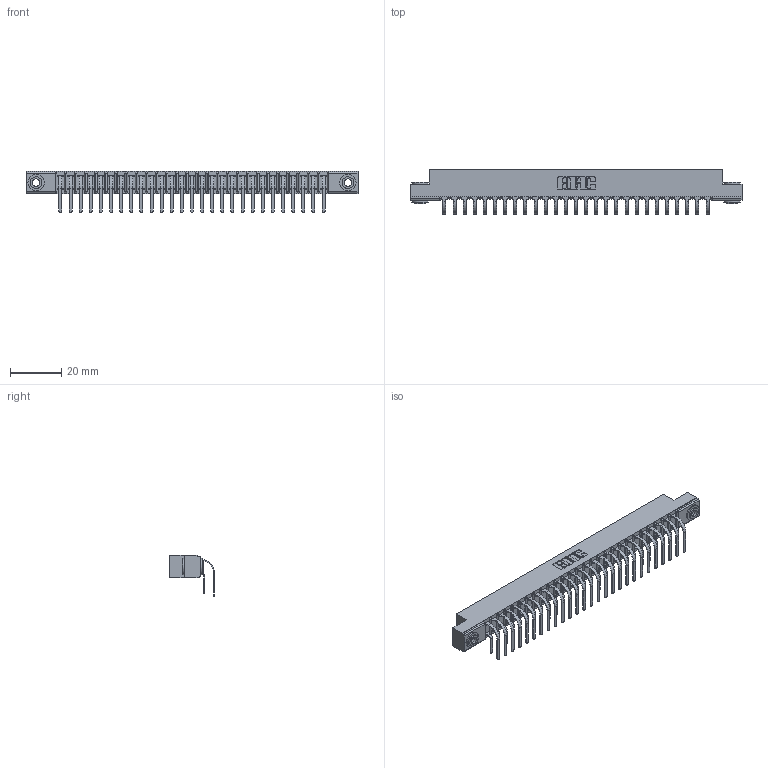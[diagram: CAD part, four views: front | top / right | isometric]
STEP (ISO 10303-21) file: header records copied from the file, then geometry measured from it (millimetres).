
FILE_DESCRIPTION (( 'STEP AP203' ), '1' );
FILE_NAME ('357-054-559-203.STEP', '2022-07-08T22:16:28', ( '' ), ( '' ), 'SwSTEP 2.0', 'SolidWorks 2020', '' );
FILE_SCHEMA (( 'CONFIG_CONTROL_DESIGN' ));
Length unit declared in the file: inch
Products named in the file (5): 357-054-559-203; 307-290-001_559 - 2 (Single); 307 Part_.156 Dia Mounting Holes; 345-250-002_345-250-002-102; 307-290-001_558 559 - 1 (Single)
Assembly tree (57 placements, depth 2):
  357-054-559-203
    307 Part_.156 Dia Mounting Holes
    307-290-001_558 559 - 1 (Single)  x27
    307-290-001_559 - 2 (Single)  x27
    345-250-002_345-250-002-102  x2
Bounding box: 130 x 17.51 x 16.08 mm (x, y, z)
Volume: 8707.1 mm3; surface area: 17016.6 mm2
Topology: 57 solids, 57 shells, 2898 faces, 8103 edges, 5250 vertices
Faces by surface type: plane 1876, cylinder 958, sphere 56, cone 8
Entity records: 28372 total; most frequent: CARTESIAN_POINT 4630, ORIENTED_EDGE 4578, DIRECTION 4555, EDGE_CURVE 2289, VECTOR 1741, LINE 1741, VERTEX_POINT 1482, AXIS2_PLACEMENT_3D 1407
